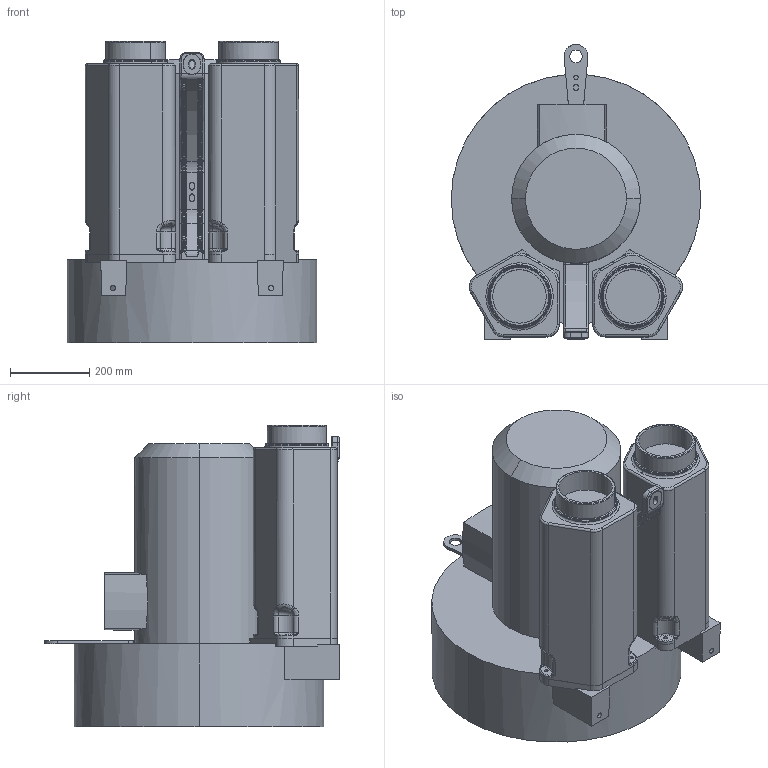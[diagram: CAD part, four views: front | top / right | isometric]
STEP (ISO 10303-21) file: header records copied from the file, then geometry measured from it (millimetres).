
FILE_DESCRIPTION((''),'2;1');
FILE_NAME('2RB1010-1AP36-JT','2025-04-29T',('Administrator'),(''),'PRO/ENGINEER BY PARAMETRIC TECHNOLOGY CORPORATION, 2007090','PRO/ENGINEER BY PARAMETRIC TECHNOLOGY CORPORATION, 2007090','');
FILE_SCHEMA(('AUTOMOTIVE_DESIGN_CC2 { 1 2 10303 214 -1 1 5 2 }'));
Length unit declared in the file: millimetre
Products named in the file (1): 2RB1010-1AP36-JT
Bounding box: 629.61 x 744 x 760.81 mm (x, y, z)
Volume: 147311838.4 mm3; surface area: 2615011.8 mm2
Topology: 1 solids, 1 shells, 650 faces, 1580 edges, 956 vertices
Faces by surface type: cylinder 224, bspline 151, plane 124, torus 111, extrusion 20, cone 18, sphere 2
Entity records: 24415 total; most frequent: CARTESIAN_POINT 10269, ORIENTED_EDGE 3156, DIRECTION 2706, EDGE_CURVE 1578, AXIS2_PLACEMENT_3D 1096, VERTEX_POINT 956, EDGE_LOOP 682, FACE_OUTER_BOUND 650
